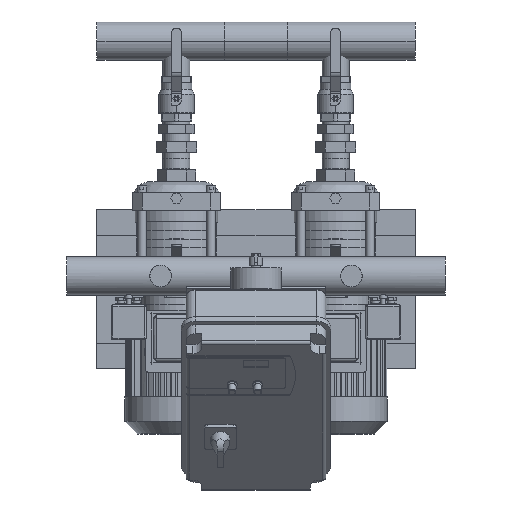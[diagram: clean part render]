
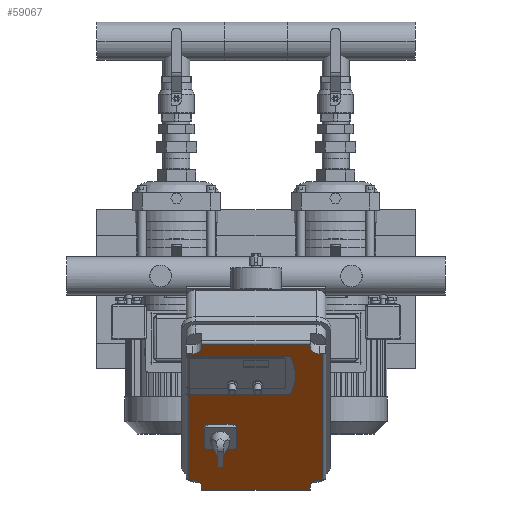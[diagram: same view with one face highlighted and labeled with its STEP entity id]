
A CAD part, top view. The second image highlights one B-rep face of the part: STEP entity #59067.
In plain terms, the highlighted planar face has unit normal (0, -0.707, 0.707).
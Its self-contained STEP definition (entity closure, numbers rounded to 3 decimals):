
#58607=CARTESIAN_POINT('',(145.,-187.584,602.271));
#58608=VERTEX_POINT('',#58607);
#58616=CARTESIAN_POINT('',(300.042,-187.584,602.271));
#58617=VERTEX_POINT('',#58616);
#58618=CARTESIAN_POINT('',(300.042,-187.584,602.271));
#58619=DIRECTION('',(-1.0,0.0,0.0));
#58620=VECTOR('',#58619,155.042);
#58621=LINE('',#58618,#58620);
#58622=EDGE_CURVE('',#58617,#58608,#58621,.T.);
#58649=CARTESIAN_POINT('',(304.726,-128.364,661.492));
#58650=VERTEX_POINT('',#58649);
#58657=CARTESIAN_POINT('',(300.042,-126.066,663.79));
#58658=VERTEX_POINT('',#58657);
#58659=CARTESIAN_POINT('',(300.042,-129.602,660.254));
#58660=DIRECTION('',(0.,0.707,-0.707));
#58661=DIRECTION('',(0.937,0.247,0.247));
#58662=AXIS2_PLACEMENT_3D('',#58659,#58660,#58661);
#58663=CIRCLE('',#58662,5.);
#58664=EDGE_CURVE('',#58658,#58650,#58663,.T.);
#58690=CARTESIAN_POINT('',(304.726,-185.286,604.569));
#58691=VERTEX_POINT('',#58690);
#58692=CARTESIAN_POINT('',(300.042,-184.049,605.807));
#58693=DIRECTION('',(0.0,0.707,-0.707));
#58694=DIRECTION('',(0.,-0.707,-0.707));
#58695=AXIS2_PLACEMENT_3D('',#58692,#58693,#58694);
#58696=CIRCLE('',#58695,5.);
#58697=EDGE_CURVE('',#58691,#58617,#58696,.T.);
#58721=CARTESIAN_POINT('',(197.,-156.825,633.03));
#58722=DIRECTION('',(0.,0.707,-0.707));
#58723=DIRECTION('',(0.937,-0.247,-0.247));
#58724=AXIS2_PLACEMENT_3D('',#58721,#58722,#58723);
#58725=CIRCLE('',#58724,115.0);
#58726=EDGE_CURVE('',#58650,#58691,#58725,.T.);
#58746=CARTESIAN_POINT('',(145.0,-320.52,469.335));
#58747=VERTEX_POINT('',#58746);
#58755=CARTESIAN_POINT('',(145.0,-320.52,469.335));
#58756=DIRECTION('',(0.,0.707,0.707));
#58757=VECTOR('',#58756,188.);
#58758=LINE('',#58755,#58757);
#58759=EDGE_CURVE('',#58747,#58608,#58758,.T.);
#58857=CARTESIAN_POINT('',(335.0,-108.388,681.467));
#58858=VERTEX_POINT('',#58857);
#58876=CARTESIAN_POINT('',(165.,-108.388,681.467));
#58877=VERTEX_POINT('',#58876);
#58885=CARTESIAN_POINT('',(165.,-108.388,681.467));
#58886=DIRECTION('',(1.0,0.0,0.0));
#58887=VECTOR('',#58886,170.);
#58888=LINE('',#58885,#58887);
#58889=EDGE_CURVE('',#58877,#58858,#58888,.T.);
#58900=CARTESIAN_POINT('',(335.0,-111.924,677.932));
#58901=VERTEX_POINT('',#58900);
#58902=CARTESIAN_POINT('',(335.0,-111.924,677.932));
#58903=DIRECTION('',(0.0,0.707,0.707));
#58904=VECTOR('',#58903,5.);
#58905=LINE('',#58902,#58904);
#58906=EDGE_CURVE('',#58901,#58858,#58905,.T.);
#58933=CARTESIAN_POINT('',(250.0,-221.525,568.33));
#58934=DIRECTION('',(0.0,-0.707,0.707));
#58935=DIRECTION('',(0.,-0.707,-0.707));
#58936=AXIS2_PLACEMENT_3D('',#58933,#58934,#58935);
#58937=PLANE('',#58936);
#58938=ORIENTED_EDGE('',*,*,#58622,.T.);
#58939=ORIENTED_EDGE('',*,*,#58759,.F.);
#58940=CARTESIAN_POINT('',(150.0,-320.52,469.335));
#58941=VERTEX_POINT('',#58940);
#58942=CARTESIAN_POINT('',(145.0,-320.52,469.335));
#58943=DIRECTION('',(1.0,0.0,0.0));
#58944=VECTOR('',#58943,5.0);
#58945=LINE('',#58942,#58944);
#58946=EDGE_CURVE('',#58747,#58941,#58945,.T.);
#58947=ORIENTED_EDGE('',*,*,#58946,.T.);
#58948=CARTESIAN_POINT('',(165.0,-331.127,458.729));
#58949=VERTEX_POINT('',#58948);
#58950=CARTESIAN_POINT('',(150.0,-331.127,458.729));
#58951=DIRECTION('',(0.0,0.707,-0.707));
#58952=DIRECTION('',(1.0,0.0,0.0));
#58953=AXIS2_PLACEMENT_3D('',#58950,#58951,#58952);
#58954=CIRCLE('',#58953,15.);
#58955=EDGE_CURVE('',#58941,#58949,#58954,.T.);
#58956=ORIENTED_EDGE('',*,*,#58955,.T.);
#58957=CARTESIAN_POINT('',(165.0,-334.663,455.193));
#58958=VERTEX_POINT('',#58957);
#58959=CARTESIAN_POINT('',(165.0,-331.127,458.729));
#58960=DIRECTION('',(0.0,-0.707,-0.707));
#58961=VECTOR('',#58960,5.);
#58962=LINE('',#58959,#58961);
#58963=EDGE_CURVE('',#58949,#58958,#58962,.T.);
#58964=ORIENTED_EDGE('',*,*,#58963,.T.);
#58965=CARTESIAN_POINT('',(335.0,-334.663,455.193));
#58966=VERTEX_POINT('',#58965);
#58967=CARTESIAN_POINT('',(335.0,-334.663,455.193));
#58968=DIRECTION('',(-1.0,0.0,0.0));
#58969=VECTOR('',#58968,170.0);
#58970=LINE('',#58967,#58969);
#58971=EDGE_CURVE('',#58966,#58958,#58970,.T.);
#58972=ORIENTED_EDGE('',*,*,#58971,.F.);
#58973=CARTESIAN_POINT('',(335.0,-331.127,458.729));
#58974=VERTEX_POINT('',#58973);
#58975=CARTESIAN_POINT('',(335.0,-334.663,455.193));
#58976=DIRECTION('',(0.0,0.707,0.707));
#58977=VECTOR('',#58976,5.0);
#58978=LINE('',#58975,#58977);
#58979=EDGE_CURVE('',#58966,#58974,#58978,.T.);
#58980=ORIENTED_EDGE('',*,*,#58979,.T.);
#58981=CARTESIAN_POINT('',(350.,-320.52,469.335));
#58982=VERTEX_POINT('',#58981);
#58983=CARTESIAN_POINT('',(350.,-331.127,458.729));
#58984=DIRECTION('',(0.0,0.707,-0.707));
#58985=DIRECTION('',(0.,0.707,0.707));
#58986=AXIS2_PLACEMENT_3D('',#58983,#58984,#58985);
#58987=CIRCLE('',#58986,15.);
#58988=EDGE_CURVE('',#58974,#58982,#58987,.T.);
#58989=ORIENTED_EDGE('',*,*,#58988,.T.);
#58990=CARTESIAN_POINT('',(355.0,-320.52,469.335));
#58991=VERTEX_POINT('',#58990);
#58992=CARTESIAN_POINT('',(350.,-320.52,469.335));
#58993=DIRECTION('',(1.0,0.0,0.0));
#58994=VECTOR('',#58993,5.);
#58995=LINE('',#58992,#58994);
#58996=EDGE_CURVE('',#58982,#58991,#58995,.T.);
#58997=ORIENTED_EDGE('',*,*,#58996,.T.);
#58998=CARTESIAN_POINT('',(355.0,-122.53,667.325));
#58999=VERTEX_POINT('',#58998);
#59000=CARTESIAN_POINT('',(355.0,-122.53,667.325));
#59001=DIRECTION('',(0.0,-0.707,-0.707));
#59002=VECTOR('',#59001,280.);
#59003=LINE('',#59000,#59002);
#59004=EDGE_CURVE('',#58999,#58991,#59003,.T.);
#59005=ORIENTED_EDGE('',*,*,#59004,.F.);
#59006=CARTESIAN_POINT('',(350.0,-122.53,667.325));
#59007=VERTEX_POINT('',#59006);
#59008=CARTESIAN_POINT('',(355.0,-122.53,667.325));
#59009=DIRECTION('',(-1.0,0.0,0.0));
#59010=VECTOR('',#59009,5.0);
#59011=LINE('',#59008,#59010);
#59012=EDGE_CURVE('',#58999,#59007,#59011,.T.);
#59013=ORIENTED_EDGE('',*,*,#59012,.T.);
#59014=CARTESIAN_POINT('',(350.0,-111.924,677.932));
#59015=DIRECTION('',(0.0,0.707,-0.707));
#59016=DIRECTION('',(-1.0,0.0,0.0));
#59017=AXIS2_PLACEMENT_3D('',#59014,#59015,#59016);
#59018=CIRCLE('',#59017,15.0);
#59019=EDGE_CURVE('',#59007,#58901,#59018,.T.);
#59020=ORIENTED_EDGE('',*,*,#59019,.T.);
#59021=ORIENTED_EDGE('',*,*,#58906,.T.);
#59022=ORIENTED_EDGE('',*,*,#58889,.F.);
#59023=CARTESIAN_POINT('',(165.,-111.924,677.932));
#59024=VERTEX_POINT('',#59023);
#59025=CARTESIAN_POINT('',(165.,-108.388,681.467));
#59026=DIRECTION('',(0.0,-0.707,-0.707));
#59027=VECTOR('',#59026,5.);
#59028=LINE('',#59025,#59027);
#59029=EDGE_CURVE('',#58877,#59024,#59028,.T.);
#59030=ORIENTED_EDGE('',*,*,#59029,.T.);
#59031=CARTESIAN_POINT('',(150.,-122.53,667.325));
#59032=VERTEX_POINT('',#59031);
#59033=CARTESIAN_POINT('',(150.,-111.924,677.932));
#59034=DIRECTION('',(0.0,0.707,-0.707));
#59035=DIRECTION('',(0.,-0.707,-0.707));
#59036=AXIS2_PLACEMENT_3D('',#59033,#59034,#59035);
#59037=CIRCLE('',#59036,15.);
#59038=EDGE_CURVE('',#59024,#59032,#59037,.T.);
#59039=ORIENTED_EDGE('',*,*,#59038,.T.);
#59040=CARTESIAN_POINT('',(145.,-122.53,667.325));
#59041=VERTEX_POINT('',#59040);
#59042=CARTESIAN_POINT('',(150.,-122.53,667.325));
#59043=DIRECTION('',(-1.0,0.0,0.0));
#59044=VECTOR('',#59043,5.0);
#59045=LINE('',#59042,#59044);
#59046=EDGE_CURVE('',#59032,#59041,#59045,.T.);
#59047=ORIENTED_EDGE('',*,*,#59046,.T.);
#59048=CARTESIAN_POINT('',(145.,-126.066,663.79));
#59049=VERTEX_POINT('',#59048);
#59050=CARTESIAN_POINT('',(145.,-126.066,663.79));
#59051=DIRECTION('',(0.,0.707,0.707));
#59052=VECTOR('',#59051,5.);
#59053=LINE('',#59050,#59052);
#59054=EDGE_CURVE('',#59049,#59041,#59053,.T.);
#59055=ORIENTED_EDGE('',*,*,#59054,.F.);
#59056=CARTESIAN_POINT('',(145.,-126.066,663.79));
#59057=DIRECTION('',(1.0,0.0,0.0));
#59058=VECTOR('',#59057,155.042);
#59059=LINE('',#59056,#59058);
#59060=EDGE_CURVE('',#59049,#58658,#59059,.T.);
#59061=ORIENTED_EDGE('',*,*,#59060,.T.);
#59062=ORIENTED_EDGE('',*,*,#58664,.T.);
#59063=ORIENTED_EDGE('',*,*,#58726,.T.);
#59064=ORIENTED_EDGE('',*,*,#58697,.T.);
#59065=EDGE_LOOP('',(#58938,#58939,#58947,#58956,#58964,#58972,#58980,#58989,#58997,#59005,#59013,#59020,#59021,#59022,#59030,#59039,#59047,#59055,#59061,#59062,#59063,#59064));
#59066=FACE_OUTER_BOUND('',#59065,.T.);
#59067=ADVANCED_FACE('',(#59066),#58937,.T.);
